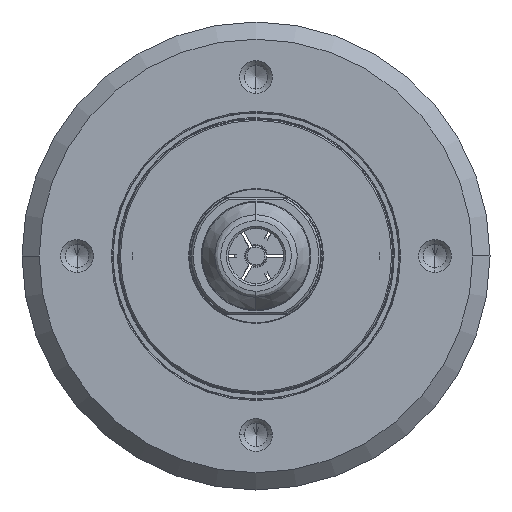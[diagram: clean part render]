
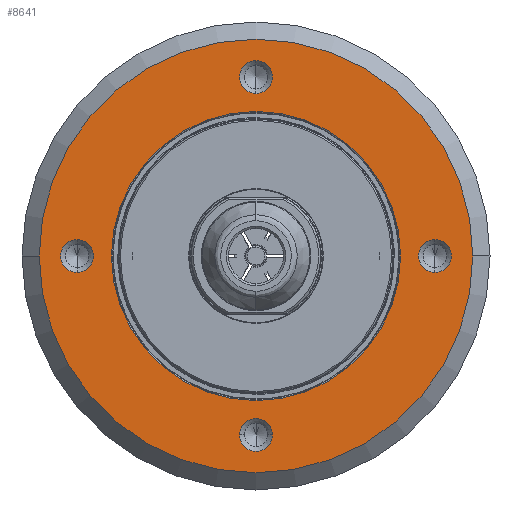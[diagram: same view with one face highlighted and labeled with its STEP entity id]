
A CAD part, left-side view. The second image highlights one B-rep face of the part: STEP entity #8641.
In plain terms, the highlighted planar face has unit normal (-1, 0, 0).
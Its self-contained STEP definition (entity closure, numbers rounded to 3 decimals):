
#66 = ORIENTED_EDGE ( 'NONE', *, *, #5354, .F. ) ;
#77 = CIRCLE ( 'NONE', #7598, 2.4 ) ;
#173 = EDGE_CURVE ( 'NONE', #1994, #8549, #8504, .T. ) ;
#307 = CARTESIAN_POINT ( 'NONE',  ( 57.8, -2.4, -26. ) ) ;
#332 = AXIS2_PLACEMENT_3D ( 'NONE', #696, #1569, #3519 ) ;
#645 = FACE_BOUND ( 'NONE', #5729, .T. ) ;
#683 = EDGE_CURVE ( 'NONE', #7234, #1940, #9570, .T. ) ;
#687 = CARTESIAN_POINT ( 'NONE',  ( 57.8, -26., -2.4 ) ) ;
#696 = CARTESIAN_POINT ( 'NONE',  ( 57.8, 0., 0. ) ) ;
#766 = CARTESIAN_POINT ( 'NONE',  ( 57.8, 26., -2.4 ) ) ;
#803 = DIRECTION ( 'NONE',  ( -1., 0., 0. ) ) ;
#962 = ORIENTED_EDGE ( 'NONE', *, *, #3284, .F. ) ;
#1261 = AXIS2_PLACEMENT_3D ( 'NONE', #11859, #1768, #3731 ) ;
#1280 = DIRECTION ( 'NONE',  ( 0., 0., 1. ) ) ;
#1323 = FACE_BOUND ( 'NONE', #11562, .T. ) ;
#1337 = VERTEX_POINT ( 'NONE', #4299 ) ;
#1350 = DIRECTION ( 'NONE',  ( -1., 0., 0. ) ) ;
#1569 = DIRECTION ( 'NONE',  ( -1., 0., 0. ) ) ;
#1768 = DIRECTION ( 'NONE',  ( 1., 0., 0. ) ) ;
#1925 = EDGE_CURVE ( 'NONE', #7039, #4615, #9415, .T. ) ;
#1940 = VERTEX_POINT ( 'NONE', #7628 ) ;
#1994 = VERTEX_POINT ( 'NONE', #3109 ) ;
#2129 = AXIS2_PLACEMENT_3D ( 'NONE', #4515, #9621, #8615 ) ;
#2359 = EDGE_LOOP ( 'NONE', ( #66, #2473 ) ) ;
#2473 = ORIENTED_EDGE ( 'NONE', *, *, #8751, .F. ) ;
#2564 = DIRECTION ( 'NONE',  ( 0., 0., 1. ) ) ;
#2640 = EDGE_CURVE ( 'NONE', #10660, #3066, #10568, .T. ) ;
#2927 = CARTESIAN_POINT ( 'NONE',  ( 57.8, 21., 0. ) ) ;
#2959 = AXIS2_PLACEMENT_3D ( 'NONE', #5456, #7398, #10365 ) ;
#3066 = VERTEX_POINT ( 'NONE', #10322 ) ;
#3109 = CARTESIAN_POINT ( 'NONE',  ( 57.8, 2.4, -26. ) ) ;
#3284 = EDGE_CURVE ( 'NONE', #1337, #3436, #9936, .T. ) ;
#3436 = VERTEX_POINT ( 'NONE', #687 ) ;
#3519 = DIRECTION ( 'NONE',  ( 0., 0., 1. ) ) ;
#3578 = CARTESIAN_POINT ( 'NONE',  ( 57.8, 26., 0. ) ) ;
#3731 = DIRECTION ( 'NONE',  ( 0., 1., 0. ) ) ;
#4100 = ORIENTED_EDGE ( 'NONE', *, *, #12489, .F. ) ;
#4137 = EDGE_LOOP ( 'NONE', ( #4556, #5691 ) ) ;
#4140 = AXIS2_PLACEMENT_3D ( 'NONE', #11449, #12510, #7291 ) ;
#4299 = CARTESIAN_POINT ( 'NONE',  ( 57.8, -26., 2.4 ) ) ;
#4341 = CIRCLE ( 'NONE', #5835, 21. ) ;
#4460 = DIRECTION ( 'NONE',  ( 0., 0., 1. ) ) ;
#4466 = CIRCLE ( 'NONE', #9607, 2.4 ) ;
#4515 = CARTESIAN_POINT ( 'NONE',  ( 57.8, 0., 26. ) ) ;
#4556 = ORIENTED_EDGE ( 'NONE', *, *, #12545, .F. ) ;
#4615 = VERTEX_POINT ( 'NONE', #10927 ) ;
#4964 = ORIENTED_EDGE ( 'NONE', *, *, #11441, .F. ) ;
#5002 = DIRECTION ( 'NONE',  ( -1., 0., 0. ) ) ;
#5354 = EDGE_CURVE ( 'NONE', #7103, #10011, #77, .T. ) ;
#5431 = FACE_BOUND ( 'NONE', #7844, .T. ) ;
#5456 = CARTESIAN_POINT ( 'NONE',  ( 57.8, 0., 0. ) ) ;
#5691 = ORIENTED_EDGE ( 'NONE', *, *, #2640, .F. ) ;
#5729 = EDGE_LOOP ( 'NONE', ( #6087, #11103 ) ) ;
#5835 = AXIS2_PLACEMENT_3D ( 'NONE', #7388, #11483, #1280 ) ;
#6087 = ORIENTED_EDGE ( 'NONE', *, *, #683, .F. ) ;
#6170 = CARTESIAN_POINT ( 'NONE',  ( 57.8, 0., 26. ) ) ;
#6211 = DIRECTION ( 'NONE',  ( -1., 0., 0. ) ) ;
#6227 = CIRCLE ( 'NONE', #10719, 2.4 ) ;
#6755 = EDGE_CURVE ( 'NONE', #1940, #7234, #4341, .T. ) ;
#6874 = CIRCLE ( 'NONE', #2129, 2.4 ) ;
#7039 = VERTEX_POINT ( 'NONE', #11214 ) ;
#7103 = VERTEX_POINT ( 'NONE', #12782 ) ;
#7234 = VERTEX_POINT ( 'NONE', #9780 ) ;
#7291 = DIRECTION ( 'NONE',  ( 0., 0., 1. ) ) ;
#7388 = CARTESIAN_POINT ( 'NONE',  ( 57.8, 0., 0. ) ) ;
#7398 = DIRECTION ( 'NONE',  ( 1., 0., 0. ) ) ;
#7519 = EDGE_LOOP ( 'NONE', ( #4964, #9196 ) ) ;
#7540 = CARTESIAN_POINT ( 'NONE',  ( 57.8, 26., 0. ) ) ;
#7598 = AXIS2_PLACEMENT_3D ( 'NONE', #3578, #11778, #2564 ) ;
#7628 = CARTESIAN_POINT ( 'NONE',  ( 57.8, 0., -21. ) ) ;
#7844 = EDGE_LOOP ( 'NONE', ( #11427, #10997 ) ) ;
#7908 = PLANE ( 'NONE',  #12196 ) ;
#7954 = CARTESIAN_POINT ( 'NONE',  ( 57.8, 0., -26. ) ) ;
#7967 = DIRECTION ( 'NONE',  ( 0., 1., 0. ) ) ;
#8412 = DIRECTION ( 'NONE',  ( 0., 0., 1. ) ) ;
#8504 = CIRCLE ( 'NONE', #10655, 2.4 ) ;
#8549 = VERTEX_POINT ( 'NONE', #307 ) ;
#8556 = DIRECTION ( 'NONE',  ( -1., 0., 0. ) ) ;
#8615 = DIRECTION ( 'NONE',  ( 0., 0., 1. ) ) ;
#8641 = ADVANCED_FACE ( 'NONE', ( #10538, #1323, #5431, #10072, #645, #10865 ), #7908, .F. ) ;
#8726 = CARTESIAN_POINT ( 'NONE',  ( 57.8, 0., 23.6 ) ) ;
#8751 = EDGE_CURVE ( 'NONE', #10011, #7103, #8979, .T. ) ;
#8768 = AXIS2_PLACEMENT_3D ( 'NONE', #7540, #8556, #4460 ) ;
#8979 = CIRCLE ( 'NONE', #8768, 2.4 ) ;
#9196 = ORIENTED_EDGE ( 'NONE', *, *, #1925, .F. ) ;
#9415 = CIRCLE ( 'NONE', #1261, 31.5 ) ;
#9546 = CARTESIAN_POINT ( 'NONE',  ( 57.8, 0., -26. ) ) ;
#9570 = CIRCLE ( 'NONE', #332, 21. ) ;
#9607 = AXIS2_PLACEMENT_3D ( 'NONE', #7954, #5002, #10056 ) ;
#9621 = DIRECTION ( 'NONE',  ( -1., 0., 0. ) ) ;
#9780 = CARTESIAN_POINT ( 'NONE',  ( 57.8, 0., 21. ) ) ;
#9936 = CIRCLE ( 'NONE', #4140, 2.4 ) ;
#9945 = EDGE_CURVE ( 'NONE', #8549, #1994, #4466, .T. ) ;
#10011 = VERTEX_POINT ( 'NONE', #766 ) ;
#10056 = DIRECTION ( 'NONE',  ( 0., -1., 0. ) ) ;
#10072 = FACE_BOUND ( 'NONE', #2359, .T. ) ;
#10145 = AXIS2_PLACEMENT_3D ( 'NONE', #6170, #803, #10267 ) ;
#10267 = DIRECTION ( 'NONE',  ( 0., 0., 1. ) ) ;
#10322 = CARTESIAN_POINT ( 'NONE',  ( 57.8, 0., 28.4 ) ) ;
#10365 = DIRECTION ( 'NONE',  ( 0., 1., 0. ) ) ;
#10538 = FACE_BOUND ( 'NONE', #4137, .T. ) ;
#10568 = CIRCLE ( 'NONE', #10145, 2.4 ) ;
#10655 = AXIS2_PLACEMENT_3D ( 'NONE', #9546, #6211, #12432 ) ;
#10660 = VERTEX_POINT ( 'NONE', #8726 ) ;
#10719 = AXIS2_PLACEMENT_3D ( 'NONE', #11698, #1350, #8412 ) ;
#10865 = FACE_OUTER_BOUND ( 'NONE', #7519, .T. ) ;
#10927 = CARTESIAN_POINT ( 'NONE',  ( 57.8, 31.5, 0. ) ) ;
#10997 = ORIENTED_EDGE ( 'NONE', *, *, #173, .F. ) ;
#11103 = ORIENTED_EDGE ( 'NONE', *, *, #6755, .F. ) ;
#11214 = CARTESIAN_POINT ( 'NONE',  ( 57.8, -31.5, 0. ) ) ;
#11427 = ORIENTED_EDGE ( 'NONE', *, *, #9945, .F. ) ;
#11441 = EDGE_CURVE ( 'NONE', #4615, #7039, #12816, .T. ) ;
#11449 = CARTESIAN_POINT ( 'NONE',  ( 57.8, -26., 0. ) ) ;
#11483 = DIRECTION ( 'NONE',  ( -1., 0., 0. ) ) ;
#11562 = EDGE_LOOP ( 'NONE', ( #962, #4100 ) ) ;
#11698 = CARTESIAN_POINT ( 'NONE',  ( 57.8, -26., 0. ) ) ;
#11778 = DIRECTION ( 'NONE',  ( -1., 0., 0. ) ) ;
#11859 = CARTESIAN_POINT ( 'NONE',  ( 57.8, 0., 0. ) ) ;
#12196 = AXIS2_PLACEMENT_3D ( 'NONE', #2927, #13121, #7967 ) ;
#12432 = DIRECTION ( 'NONE',  ( 0., -1., 0. ) ) ;
#12489 = EDGE_CURVE ( 'NONE', #3436, #1337, #6227, .T. ) ;
#12510 = DIRECTION ( 'NONE',  ( -1., 0., 0. ) ) ;
#12545 = EDGE_CURVE ( 'NONE', #3066, #10660, #6874, .T. ) ;
#12782 = CARTESIAN_POINT ( 'NONE',  ( 57.8, 26., 2.4 ) ) ;
#12816 = CIRCLE ( 'NONE', #2959, 31.5 ) ;
#13121 = DIRECTION ( 'NONE',  ( 1., 0., 0. ) ) ;
